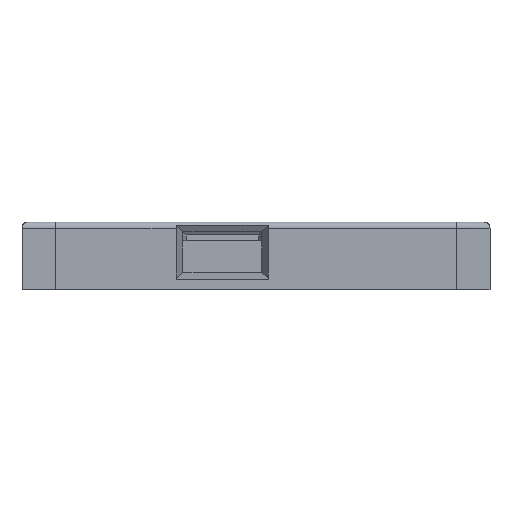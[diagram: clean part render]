
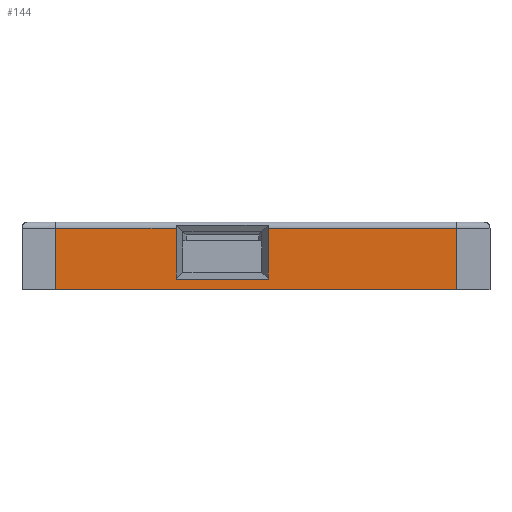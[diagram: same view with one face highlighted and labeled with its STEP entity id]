
A CAD part, front view. The second image highlights one B-rep face of the part: STEP entity #144.
In plain terms, the highlighted planar face has unit normal (0, -1, 0).
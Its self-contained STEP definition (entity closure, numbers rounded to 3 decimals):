
#144=ADVANCED_FACE('',(#274),#2031,.T.);
#274=FACE_OUTER_BOUND('',#426,.T.);
#426=EDGE_LOOP('',(#994,#995,#996,#997,#998,#999,#1000,#1001));
#994=ORIENTED_EDGE('',*,*,#1369,.F.);
#995=ORIENTED_EDGE('',*,*,#1377,.T.);
#996=ORIENTED_EDGE('',*,*,#1259,.F.);
#997=ORIENTED_EDGE('',*,*,#1126,.T.);
#998=ORIENTED_EDGE('',*,*,#1268,.T.);
#999=ORIENTED_EDGE('',*,*,#1284,.T.);
#1000=ORIENTED_EDGE('',*,*,#1368,.F.);
#1001=ORIENTED_EDGE('',*,*,#1367,.F.);
#1126=EDGE_CURVE('',#1776,#1777,#1587,.T.);
#1259=EDGE_CURVE('',#1776,#1866,#1659,.T.);
#1268=EDGE_CURVE('',#1777,#1869,#1668,.T.);
#1284=EDGE_CURVE('',#1869,#1919,#1676,.T.);
#1367=EDGE_CURVE('',#1917,#1918,#1739,.T.);
#1368=EDGE_CURVE('',#1918,#1919,#1740,.T.);
#1369=EDGE_CURVE('',#1920,#1917,#1741,.T.);
#1377=EDGE_CURVE('',#1920,#1866,#1748,.T.);
#1587=B_SPLINE_CURVE_WITH_KNOTS('',1,(#2976,#2977),.UNSPECIFIED.,.F.,.F.,
(2,2),(0.,63.789),.UNSPECIFIED.);
#1659=B_SPLINE_CURVE_WITH_KNOTS('',1,(#3337,#3338),.UNSPECIFIED.,.F.,.F.,
(2,2),(0.,9.754),.UNSPECIFIED.);
#1668=B_SPLINE_CURVE_WITH_KNOTS('',1,(#3355,#3356),.UNSPECIFIED.,.F.,.F.,
(2,2),(0.,9.754),.UNSPECIFIED.);
#1676=B_SPLINE_CURVE_WITH_KNOTS('',1,(#3435,#3436),.UNSPECIFIED.,.F.,.F.,
(2,2),(0.,29.921),.UNSPECIFIED.);
#1739=B_SPLINE_CURVE_WITH_KNOTS('',1,(#3617,#3618),.UNSPECIFIED.,.F.,.F.,
(2,2),(19.203,33.868),.UNSPECIFIED.);
#1740=B_SPLINE_CURVE_WITH_KNOTS('',1,(#3619,#3620),.UNSPECIFIED.,.F.,.F.,
(2,2),(12.332,18.126),.UNSPECIFIED.);
#1741=B_SPLINE_CURVE_WITH_KNOTS('',1,(#3621,#3622),.UNSPECIFIED.,.F.,.F.,
(2,2),(31.205,36.998),.UNSPECIFIED.);
#1748=B_SPLINE_CURVE_WITH_KNOTS('',1,(#3649,#3650),.UNSPECIFIED.,.F.,.F.,
(2,2),(44.587,63.789),.UNSPECIFIED.);
#1776=VERTEX_POINT('',#2751);
#1777=VERTEX_POINT('',#2752);
#1866=VERTEX_POINT('',#2841);
#1869=VERTEX_POINT('',#2844);
#1917=VERTEX_POINT('',#2892);
#1918=VERTEX_POINT('',#2893);
#1919=VERTEX_POINT('',#2894);
#1920=VERTEX_POINT('',#2895);
#2031=PLANE('',#2205);
#2205=AXIS2_PLACEMENT_3D('',#2425,#2315,$);
#2315=DIRECTION('',(0.,-1.,0.));
#2425=CARTESIAN_POINT('',(5.304,-4.5,1.65));
#2751=CARTESIAN_POINT('',(5.304,-4.5,1.65));
#2752=CARTESIAN_POINT('',(69.093,-4.5,1.65));
#2841=CARTESIAN_POINT('',(5.304,-4.5,11.404));
#2844=CARTESIAN_POINT('',(69.093,-4.5,11.404));
#2892=CARTESIAN_POINT('',(24.506,-4.5,3.332));
#2893=CARTESIAN_POINT('',(39.172,-4.5,3.332));
#2894=CARTESIAN_POINT('',(39.172,-4.5,11.404));
#2895=CARTESIAN_POINT('',(24.506,-4.5,11.404));
#2976=CARTESIAN_POINT('',(5.304,-4.5,1.65));
#2977=CARTESIAN_POINT('',(69.093,-4.5,1.65));
#3337=CARTESIAN_POINT('',(5.304,-4.5,1.65));
#3338=CARTESIAN_POINT('',(5.304,-4.5,11.404));
#3355=CARTESIAN_POINT('',(69.093,-4.5,1.65));
#3356=CARTESIAN_POINT('',(69.093,-4.5,11.404));
#3435=CARTESIAN_POINT('',(69.093,-4.5,11.404));
#3436=CARTESIAN_POINT('',(39.172,-4.5,11.404));
#3617=CARTESIAN_POINT('',(24.506,-4.5,3.332));
#3618=CARTESIAN_POINT('',(39.172,-4.5,3.332));
#3619=CARTESIAN_POINT('',(39.172,-4.5,3.332));
#3620=CARTESIAN_POINT('',(39.172,-4.5,11.404));
#3621=CARTESIAN_POINT('',(24.506,-4.5,11.404));
#3622=CARTESIAN_POINT('',(24.506,-4.5,3.332));
#3649=CARTESIAN_POINT('',(24.506,-4.5,11.404));
#3650=CARTESIAN_POINT('',(5.304,-4.5,11.404));
